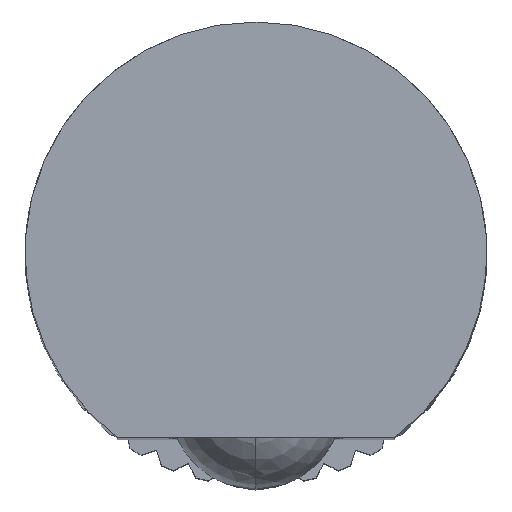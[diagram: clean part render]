
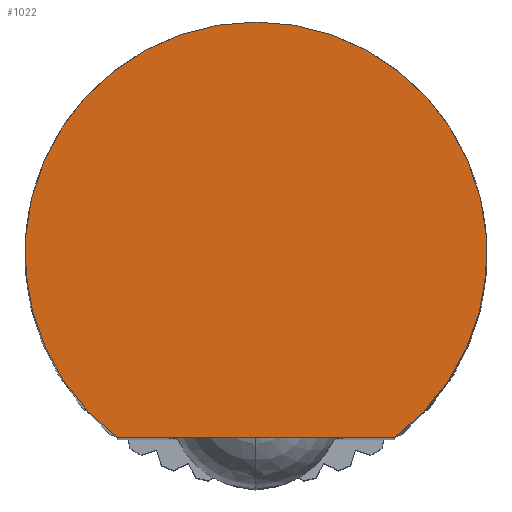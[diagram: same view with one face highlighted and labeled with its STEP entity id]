
A CAD part, top view. The second image highlights one B-rep face of the part: STEP entity #1022.
In plain terms, the highlighted planar face has unit normal (0, 0, 1).
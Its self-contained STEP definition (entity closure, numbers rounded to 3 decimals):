
#1022=ADVANCED_FACE('',(#2649),#2650,.T.);
#1056=VERTEX_POINT('',#2685);
#1088=VERTEX_POINT('',#2720);
#1410=VERTEX_POINT('',#3076);
#1706=EDGE_CURVE('',#1056,#1088,#3393,.T.);
#2136=EDGE_CURVE('',#1088,#1410,#3855,.T.);
#2380=EDGE_CURVE('',#1410,#1056,#4129,.T.);
#2649=FACE_OUTER_BOUND('',#4558,.T.);
#2650=PLANE('',#4559);
#2685=CARTESIAN_POINT('',(-2.4,-3.2,25.0));
#2720=CARTESIAN_POINT('',(2.4,-3.2,25.0));
#3076=CARTESIAN_POINT('',(0.,4.0,25.0));
#3393=LINE('',#5869,#5870);
#3855=CIRCLE('',#6703,4.0);
#4129=CIRCLE('',#7133,4.0);
#4558=EDGE_LOOP('',(#7408,#7409,#7410));
#4559=AXIS2_PLACEMENT_3D('',#7411,#7412,#7413);
#5869=CARTESIAN_POINT('',(1.2,-3.2,25.0));
#5870=VECTOR('',#8246,1.0);
#6703=AXIS2_PLACEMENT_3D('',#8696,#8697,#8698);
#7133=AXIS2_PLACEMENT_3D('',#9064,#9065,#9066);
#7408=ORIENTED_EDGE('',*,*,#1706,.T.);
#7409=ORIENTED_EDGE('',*,*,#2136,.T.);
#7410=ORIENTED_EDGE('',*,*,#2380,.T.);
#7411=CARTESIAN_POINT('',(0.,2.0,25.0));
#7412=DIRECTION('',(0.,0.,1.0));
#7413=DIRECTION('',(0.,1.0,0.0));
#8246=DIRECTION('',(1.0,0.0,0.));
#8696=CARTESIAN_POINT('',(0.,0.,25.0));
#8697=DIRECTION('',(0.,0.,1.0));
#8698=DIRECTION('',(0.,1.0,0.));
#9064=CARTESIAN_POINT('',(0.,0.,25.0));
#9065=DIRECTION('',(0.,0.,1.0));
#9066=DIRECTION('',(0.,1.0,0.));
